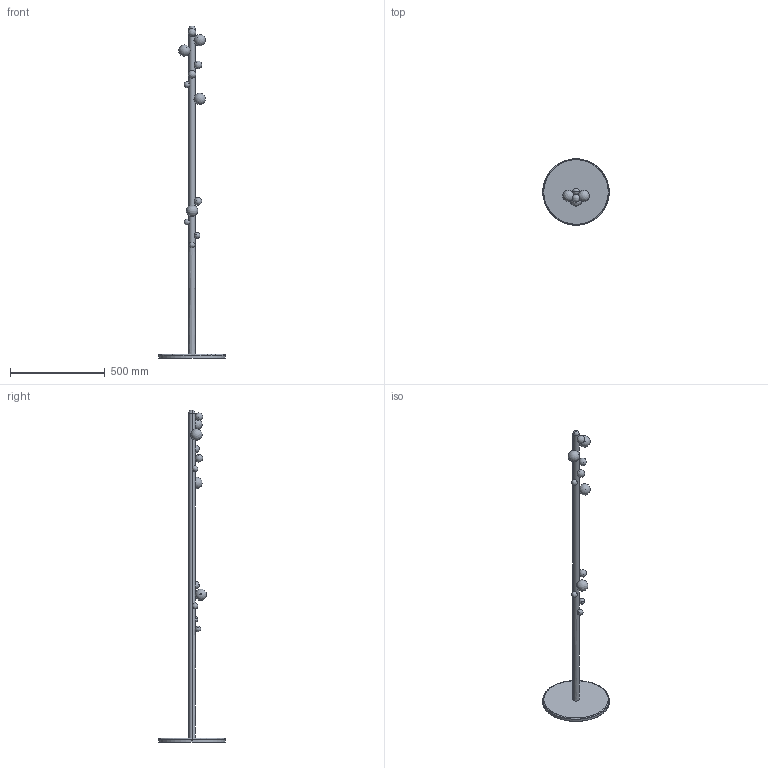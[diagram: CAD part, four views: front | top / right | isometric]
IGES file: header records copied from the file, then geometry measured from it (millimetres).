
Start section: SolidWorks IGES file using analytic representation for surfaces
Global section: file name: Bubble.IGS; native system: SolidWorks 2013; preprocessor: SolidWorks 2013; author: Simone; date: 150309.092417; units: millimetre
Bounding box: 350 x 350 x 1752 mm (x, y, z)
Surface area: 552122.3 mm2 (no closed solid volume)
Topology: 0 solids, 0 shells, 119 faces, 2480 edges, 2443 vertices
Faces by surface type: revolution 90, bspline 29
